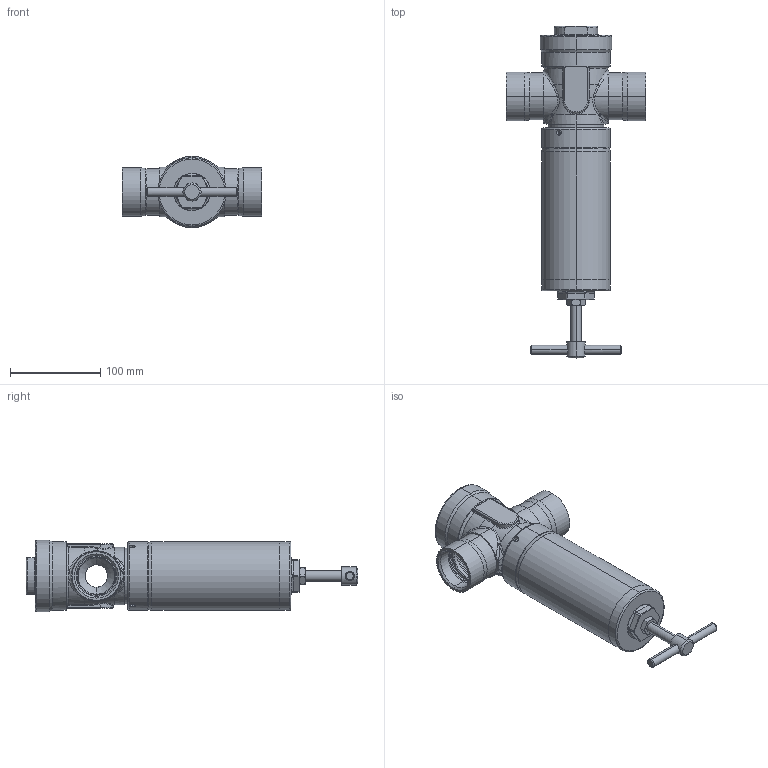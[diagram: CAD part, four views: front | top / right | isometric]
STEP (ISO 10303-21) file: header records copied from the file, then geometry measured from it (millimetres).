
FILE_DESCRIPTION (( 'STEP AP203' ), '1' );
FILE_NAME ('Typ_80-BG_II-G112.STEP', '2021-01-11T09:51:38', ( '' ), ( '' ), 'SwSTEP 2.0', 'SolidWorks 2016', '' );
FILE_SCHEMA (( 'CONFIG_CONTROL_DESIGN' ));
Length unit declared in the file: millimetre
Products named in the file (1): Typ_80-BG_II-G112
Bounding box: 155 x 368 x 79 mm (x, y, z)
Volume: 541034 mm3; surface area: 204848.9 mm2
Topology: 9 solids, 9 shells, 485 faces, 1078 edges, 626 vertices
Faces by surface type: cylinder 167, cone 108, torus 81, plane 67, bspline 62
Entity records: 17117 total; most frequent: CARTESIAN_POINT 6685, DIRECTION 2219, ORIENTED_EDGE 2132, EDGE_CURVE 1066, AXIS2_PLACEMENT_3D 965, VERTEX_POINT 626, CIRCLE 541, EDGE_LOOP 532
